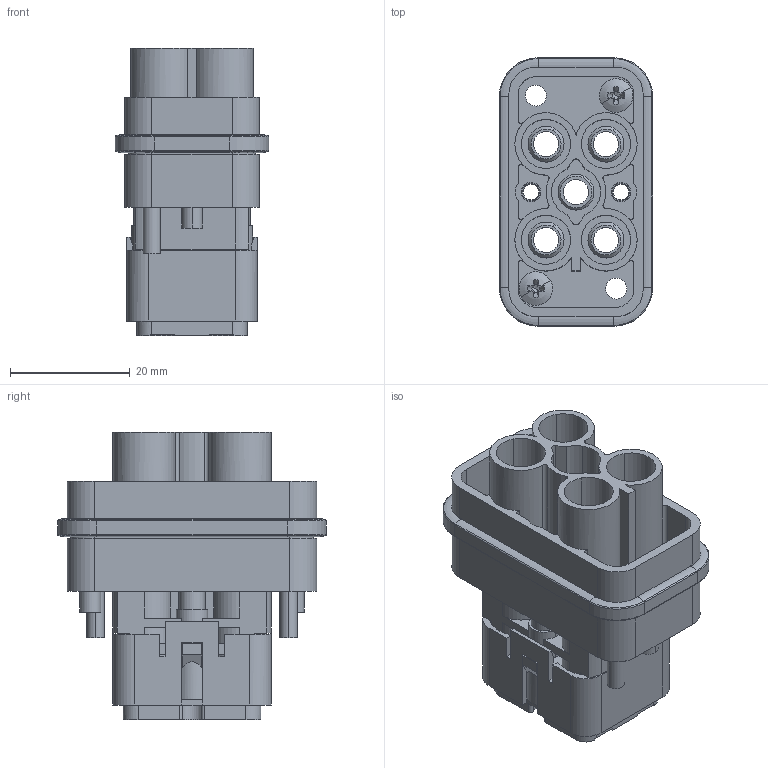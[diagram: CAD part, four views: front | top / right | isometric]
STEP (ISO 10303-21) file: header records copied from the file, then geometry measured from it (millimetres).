
FILE_DESCRIPTION(('CATIA V5 STEP Exchange','CAx-IF Rec.Pracs.--- Model Styling and Organization---1.4--- 2014-01-23'),'2;1');
FILE_NAME ('13427181_3_1003170000_1003170000 HDC HQ 4-2 MC.stp','2019-10-31T11:52:59+00:00',('none'),('Weidmueller'),'CATIA Version 5-6 Release 2016 SP3 HF44','CATIA V5 STEP AP214','none');
FILE_SCHEMA(('AUTOMOTIVE_DESIGN { 1 0 10303 214 1 1 1 1 }'));
Length unit declared in the file: millimetre
Products named in the file (1): 1003170000
Bounding box: 25.6 x 44.8 x 48.05 mm (x, y, z)
Volume: 15261 mm3; surface area: 20850.3 mm2
Topology: 1 solids, 1 shells, 665 faces, 1865 edges, 1208 vertices
Faces by surface type: plane 323, cylinder 238, cone 76, torus 16, bspline 8, sphere 4
Entity records: 20503 total; most frequent: CARTESIAN_POINT 4688, ORIENTED_EDGE 3722, DIRECTION 2518, EDGE_CURVE 1861, VERTEX_POINT 1208, AXIS2_PLACEMENT_3D 1125, VECTOR 968, LINE 968
